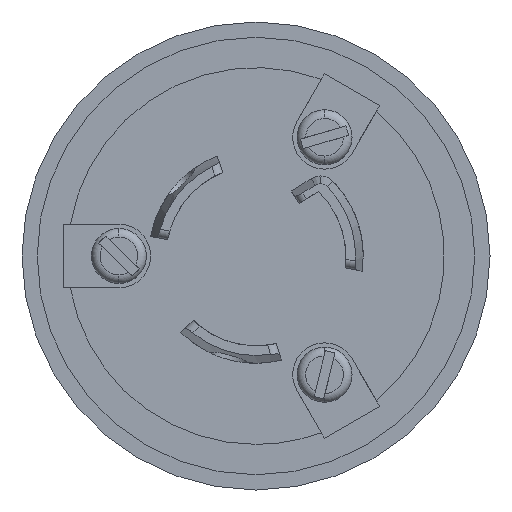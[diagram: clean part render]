
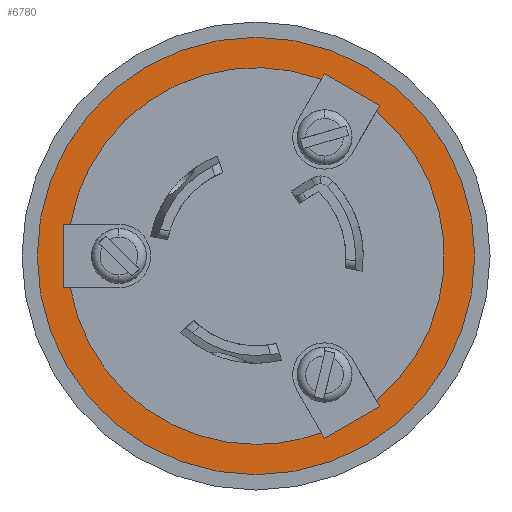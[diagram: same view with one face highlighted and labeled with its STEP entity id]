
A CAD part, front view. The second image highlights one B-rep face of the part: STEP entity #6780.
In plain terms, the highlighted planar face has unit normal (0, -1, 0).
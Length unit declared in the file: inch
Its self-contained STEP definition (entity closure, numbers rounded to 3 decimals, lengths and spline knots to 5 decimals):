
#193 = CARTESIAN_POINT ( 'NONE',  ( 0.42686, 0., -0.51934 ) ) ;
#489 = DIRECTION ( 'NONE',  ( 0., 0., -1. ) ) ;
#650 = CARTESIAN_POINT ( 'NONE',  ( 0., 0., 0. ) ) ;
#712 = ORIENTED_EDGE ( 'NONE', *, *, #4955, .F. ) ;
#714 = LINE ( 'NONE', #6548, #6630 ) ;
#724 = VERTEX_POINT ( 'NONE', #6722 ) ;
#874 = CARTESIAN_POINT ( 'NONE',  ( -0.64062, 0., -0.11 ) ) ;
#1001 = DIRECTION ( 'NONE',  ( 0.5, 0., -0.866 ) ) ;
#1016 = DIRECTION ( 'NONE',  ( 0., 1., 0. ) ) ;
#1131 = ORIENTED_EDGE ( 'NONE', *, *, #2882, .F. ) ;
#1166 = LINE ( 'NONE', #4023, #3156 ) ;
#1249 = CARTESIAN_POINT ( 'NONE',  ( 0.41558, 0., 0.4998 ) ) ;
#1291 = ORIENTED_EDGE ( 'NONE', *, *, #2634, .F. ) ;
#1346 = CIRCLE ( 'NONE', #6594, 0.755 ) ;
#1378 = DIRECTION ( 'NONE',  ( 0., 0., 1. ) ) ;
#1384 = VERTEX_POINT ( 'NONE', #9544 ) ;
#1543 = ORIENTED_EDGE ( 'NONE', *, *, #4257, .F. ) ;
#1704 = AXIS2_PLACEMENT_3D ( 'NONE', #6685, #2243, #7434 ) ;
#1711 = LINE ( 'NONE', #6189, #3718 ) ;
#1760 = DIRECTION ( 'NONE',  ( 0., -1., 0. ) ) ;
#1809 = DIRECTION ( 'NONE',  ( 0.866, 0., 0.5 ) ) ;
#1907 = LINE ( 'NONE', #6267, #5639 ) ;
#2091 = DIRECTION ( 'NONE',  ( -0.866, 0., 0.5 ) ) ;
#2243 = DIRECTION ( 'NONE',  ( 0., 1., 0. ) ) ;
#2286 = VERTEX_POINT ( 'NONE', #6464 ) ;
#2326 = ORIENTED_EDGE ( 'NONE', *, *, #9217, .F. ) ;
#2329 = EDGE_CURVE ( 'NONE', #3267, #2286, #2539, .T. ) ;
#2340 = CIRCLE ( 'NONE', #6885, 0.65 ) ;
#2359 = ORIENTED_EDGE ( 'NONE', *, *, #7594, .F. ) ;
#2381 = EDGE_LOOP ( 'NONE', ( #4772, #7529, #5334, #712, #6928, #7607, #2359, #1543, #7941, #3173, #1291, #7914, #6672 ) ) ;
#2498 = CARTESIAN_POINT ( 'NONE',  ( 0.14133, 0., 0.4648 ) ) ;
#2539 = LINE ( 'NONE', #5053, #4533 ) ;
#2634 = EDGE_CURVE ( 'NONE', #3642, #5948, #3913, .T. ) ;
#2882 = EDGE_CURVE ( 'NONE', #5713, #5180, #1346, .T. ) ;
#2895 = EDGE_CURVE ( 'NONE', #7642, #3642, #8756, .T. ) ;
#2929 = EDGE_CURVE ( 'NONE', #724, #6430, #1907, .T. ) ;
#3029 = VERTEX_POINT ( 'NONE', #7205 ) ;
#3156 = VECTOR ( 'NONE', #8453, 39.37008 ) ;
#3160 = VERTEX_POINT ( 'NONE', #9582 ) ;
#3173 = ORIENTED_EDGE ( 'NONE', *, *, #3714, .F. ) ;
#3267 = VERTEX_POINT ( 'NONE', #3841 ) ;
#3302 = EDGE_LOOP ( 'NONE', ( #2326, #1131 ) ) ;
#3352 = LINE ( 'NONE', #6719, #7064 ) ;
#3466 = VECTOR ( 'NONE', #6933, 39.37008 ) ;
#3546 = DIRECTION ( 'NONE',  ( 0., -1., 0. ) ) ;
#3642 = VERTEX_POINT ( 'NONE', #1249 ) ;
#3714 = EDGE_CURVE ( 'NONE', #5948, #1384, #714, .T. ) ;
#3718 = VECTOR ( 'NONE', #1001, 39.37008 ) ;
#3840 = FACE_OUTER_BOUND ( 'NONE', #3302, .T. ) ;
#3841 = CARTESIAN_POINT ( 'NONE',  ( -0.66319, 0., 0.11 ) ) ;
#3913 = LINE ( 'NONE', #8886, #9605 ) ;
#4002 = DIRECTION ( 'NONE',  ( 0., -1., 0. ) ) ;
#4023 = CARTESIAN_POINT ( 'NONE',  ( -0.47319, 0., 0.11 ) ) ;
#4159 = CARTESIAN_POINT ( 'NONE',  ( 0., 0., 0.755 ) ) ;
#4257 = EDGE_CURVE ( 'NONE', #6304, #3160, #2340, .T. ) ;
#4472 = CARTESIAN_POINT ( 'NONE',  ( 0.42686, 0., 0.51934 ) ) ;
#4488 = DIRECTION ( 'NONE',  ( 0.5, 0., 0.866 ) ) ;
#4533 = VECTOR ( 'NONE', #9485, 39.37008 ) ;
#4647 = CARTESIAN_POINT ( 'NONE',  ( 0.33186, 0., -0.3548 ) ) ;
#4700 = VERTEX_POINT ( 'NONE', #874 ) ;
#4772 = ORIENTED_EDGE ( 'NONE', *, *, #2929, .F. ) ;
#4829 = VERTEX_POINT ( 'NONE', #5443 ) ;
#4941 = CARTESIAN_POINT ( 'NONE',  ( 0.22505, 0., 0.6098 ) ) ;
#4946 = DIRECTION ( 'NONE',  ( 0., -1., 0. ) ) ;
#4955 = EDGE_CURVE ( 'NONE', #4700, #4829, #8335, .T. ) ;
#5053 = CARTESIAN_POINT ( 'NONE',  ( -0.66319, 0., 0.11 ) ) ;
#5180 = VERTEX_POINT ( 'NONE', #8915 ) ;
#5196 = EDGE_CURVE ( 'NONE', #2286, #4700, #3352, .T. ) ;
#5334 = ORIENTED_EDGE ( 'NONE', *, *, #7706, .F. ) ;
#5396 = DIRECTION ( 'NONE',  ( -0.5, 0., 0.866 ) ) ;
#5443 = CARTESIAN_POINT ( 'NONE',  ( 0., 0., -0.65 ) ) ;
#5471 = CARTESIAN_POINT ( 'NONE',  ( 0., 0., 0. ) ) ;
#5600 = AXIS2_PLACEMENT_3D ( 'NONE', #8428, #4002, #9186 ) ;
#5639 = VECTOR ( 'NONE', #1809, 39.37008 ) ;
#5679 = LINE ( 'NONE', #2498, #3466 ) ;
#5713 = VERTEX_POINT ( 'NONE', #4159 ) ;
#5828 = DIRECTION ( 'NONE',  ( 0., 1., 0. ) ) ;
#5876 = CIRCLE ( 'NONE', #1704, 0.755 ) ;
#5948 = VERTEX_POINT ( 'NONE', #4472 ) ;
#6044 = FACE_BOUND ( 'NONE', #2381, .T. ) ;
#6189 = CARTESIAN_POINT ( 'NONE',  ( 0.14133, 0., -0.4648 ) ) ;
#6208 = DIRECTION ( 'NONE',  ( 0., 0., 1. ) ) ;
#6218 = CARTESIAN_POINT ( 'NONE',  ( 0., 0., 0. ) ) ;
#6267 = CARTESIAN_POINT ( 'NONE',  ( 0.23633, 0., -0.62934 ) ) ;
#6304 = VERTEX_POINT ( 'NONE', #4941 ) ;
#6322 = CARTESIAN_POINT ( 'NONE',  ( 0.41558, 0., -0.4998 ) ) ;
#6426 = EDGE_CURVE ( 'NONE', #6430, #7642, #8939, .T. ) ;
#6430 = VERTEX_POINT ( 'NONE', #193 ) ;
#6464 = CARTESIAN_POINT ( 'NONE',  ( -0.66319, 0., -0.11 ) ) ;
#6548 = CARTESIAN_POINT ( 'NONE',  ( 0.42686, 0., 0.51934 ) ) ;
#6594 = AXIS2_PLACEMENT_3D ( 'NONE', #5471, #1016, #6208 ) ;
#6630 = VECTOR ( 'NONE', #2091, 39.37008 ) ;
#6672 = ORIENTED_EDGE ( 'NONE', *, *, #6426, .F. ) ;
#6685 = CARTESIAN_POINT ( 'NONE',  ( 0., 0., 0. ) ) ;
#6719 = CARTESIAN_POINT ( 'NONE',  ( -0.47319, 0., -0.11 ) ) ;
#6722 = CARTESIAN_POINT ( 'NONE',  ( 0.23633, 0., -0.62934 ) ) ;
#6780 = ADVANCED_FACE ( 'NONE', ( #6044, #3840 ), #8721, .F. ) ;
#6787 = DIRECTION ( 'NONE',  ( 1., 0., 0. ) ) ;
#6885 = AXIS2_PLACEMENT_3D ( 'NONE', #6218, #1760, #6963 ) ;
#6928 = ORIENTED_EDGE ( 'NONE', *, *, #5196, .F. ) ;
#6933 = DIRECTION ( 'NONE',  ( -0.5, 0., -0.866 ) ) ;
#6963 = DIRECTION ( 'NONE',  ( 0., 0., -1. ) ) ;
#7064 = VECTOR ( 'NONE', #6787, 39.37008 ) ;
#7135 = AXIS2_PLACEMENT_3D ( 'NONE', #7965, #3546, #8717 ) ;
#7205 = CARTESIAN_POINT ( 'NONE',  ( 0.22505, 0., -0.6098 ) ) ;
#7434 = DIRECTION ( 'NONE',  ( 0., 0., 1. ) ) ;
#7440 = VECTOR ( 'NONE', #5396, 39.37008 ) ;
#7529 = ORIENTED_EDGE ( 'NONE', *, *, #8012, .F. ) ;
#7594 = EDGE_CURVE ( 'NONE', #3160, #3267, #1166, .T. ) ;
#7601 = AXIS2_PLACEMENT_3D ( 'NONE', #650, #5828, #1378 ) ;
#7607 = ORIENTED_EDGE ( 'NONE', *, *, #2329, .F. ) ;
#7642 = VERTEX_POINT ( 'NONE', #6322 ) ;
#7706 = EDGE_CURVE ( 'NONE', #4829, #3029, #8702, .T. ) ;
#7914 = ORIENTED_EDGE ( 'NONE', *, *, #2895, .F. ) ;
#7941 = ORIENTED_EDGE ( 'NONE', *, *, #8024, .F. ) ;
#7965 = CARTESIAN_POINT ( 'NONE',  ( 0., 0., 0. ) ) ;
#8012 = EDGE_CURVE ( 'NONE', #3029, #724, #1711, .T. ) ;
#8024 = EDGE_CURVE ( 'NONE', #1384, #6304, #5679, .T. ) ;
#8335 = CIRCLE ( 'NONE', #7135, 0.65 ) ;
#8428 = CARTESIAN_POINT ( 'NONE',  ( 0., 0., 0. ) ) ;
#8453 = DIRECTION ( 'NONE',  ( -1., 0., 0. ) ) ;
#8702 = CIRCLE ( 'NONE', #9172, 0.65 ) ;
#8717 = DIRECTION ( 'NONE',  ( 0., 0., -1. ) ) ;
#8721 = PLANE ( 'NONE',  #7601 ) ;
#8756 = CIRCLE ( 'NONE', #5600, 0.65 ) ;
#8886 = CARTESIAN_POINT ( 'NONE',  ( 0.33186, 0., 0.3548 ) ) ;
#8915 = CARTESIAN_POINT ( 'NONE',  ( 0., 0., -0.755 ) ) ;
#8939 = LINE ( 'NONE', #4647, #7440 ) ;
#9172 = AXIS2_PLACEMENT_3D ( 'NONE', #9366, #4946, #489 ) ;
#9186 = DIRECTION ( 'NONE',  ( 0., 0., -1. ) ) ;
#9217 = EDGE_CURVE ( 'NONE', #5180, #5713, #5876, .T. ) ;
#9366 = CARTESIAN_POINT ( 'NONE',  ( 0., 0., 0. ) ) ;
#9485 = DIRECTION ( 'NONE',  ( 0., 0., -1. ) ) ;
#9544 = CARTESIAN_POINT ( 'NONE',  ( 0.23633, 0., 0.62934 ) ) ;
#9582 = CARTESIAN_POINT ( 'NONE',  ( -0.64062, 0., 0.11 ) ) ;
#9605 = VECTOR ( 'NONE', #4488, 39.37008 ) ;
